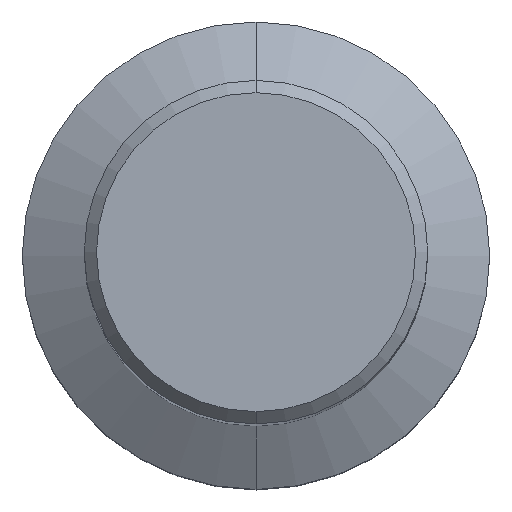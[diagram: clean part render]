
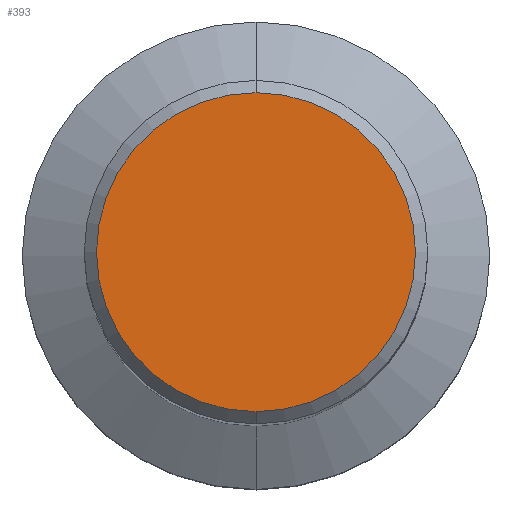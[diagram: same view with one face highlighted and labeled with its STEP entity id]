
A CAD part, top view. The second image highlights one B-rep face of the part: STEP entity #393.
In plain terms, the highlighted planar face has unit normal (0, 0, 1).
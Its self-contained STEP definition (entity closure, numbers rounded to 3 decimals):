
#243=VERTEX_POINT('',#633);
#349=EDGE_CURVE('',#497,#243,#757,.T.);
#393=ADVANCED_FACE('',(#802),#803,.T.);
#479=EDGE_CURVE('',#243,#497,#898,.T.);
#497=VERTEX_POINT('',#919);
#633=CARTESIAN_POINT('',(0.0,13.0,0.0));
#757=CIRCLE('',#1230,13.0);
#802=FACE_OUTER_BOUND('',#1298,.T.);
#803=PLANE('',#1299);
#898=CIRCLE('',#1558,13.0);
#919=CARTESIAN_POINT('',(0.,-13.0,0.0));
#1230=AXIS2_PLACEMENT_3D('',#2167,#2168,#2169);
#1298=EDGE_LOOP('',(#2201,#2202));
#1299=AXIS2_PLACEMENT_3D('',#2203,#2204,#2205);
#1558=AXIS2_PLACEMENT_3D('',#2308,#2309,#2310);
#2167=CARTESIAN_POINT('',(0.0,0.0,0.0));
#2168=DIRECTION('',(0.0,0.0,-1.0));
#2169=DIRECTION('',(0.0,1.0,0.0));
#2201=ORIENTED_EDGE('',*,*,#479,.F.);
#2202=ORIENTED_EDGE('',*,*,#349,.F.);
#2203=CARTESIAN_POINT('',(0.0,6.5,0.0));
#2204=DIRECTION('',(-0.0,0.0,1.0));
#2205=DIRECTION('',(0.0,-1.0,0.0));
#2308=CARTESIAN_POINT('',(0.0,0.0,0.0));
#2309=DIRECTION('',(0.0,0.0,-1.0));
#2310=DIRECTION('',(0.0,1.0,0.0));
